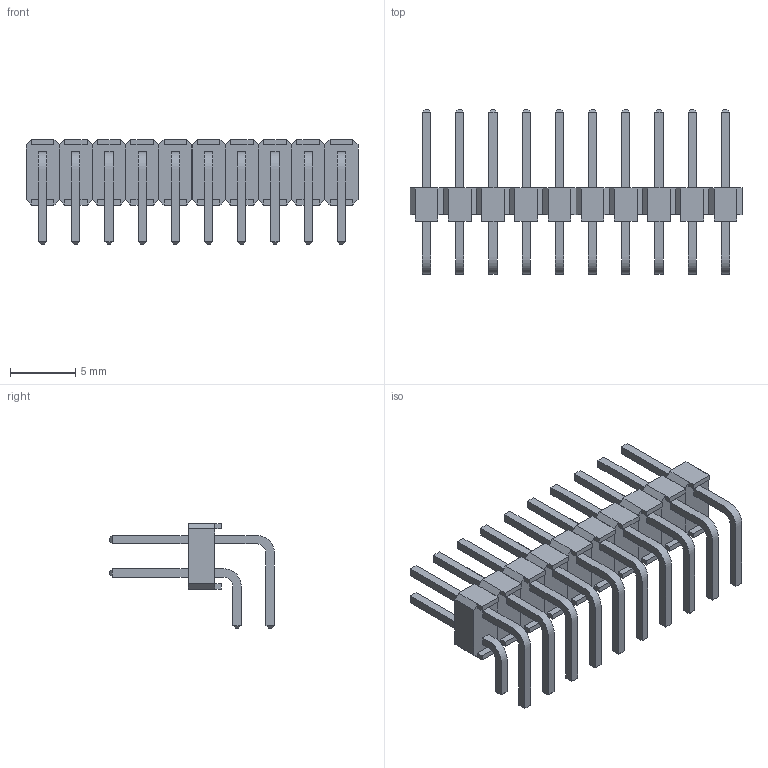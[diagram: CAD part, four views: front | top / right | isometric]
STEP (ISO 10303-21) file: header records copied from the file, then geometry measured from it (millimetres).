
FILE_DESCRIPTION (( 'STEP AP214' ), '1' );
FILE_NAME ('BG085-20-X-0600-300-0120.STEP', '2021-08-02T17:31:10', ( '' ), ( '' ), 'SwSTEP 2.0', 'SolidWorks 2020', '' );
FILE_SCHEMA (( 'AUTOMOTIVE_DESIGN' ));
Length unit declared in the file: millimetre
Products named in the file (1): BG085-20-X-0600-300-0120
Bounding box: 25.4 x 12.6 x 8 mm (x, y, z)
Volume: 372.9 mm3; surface area: 1283.2 mm2
Topology: 10 solids, 10 shells, 540 faces, 1400 edges, 920 vertices
Faces by surface type: plane 460, bspline 80
Entity records: 26699 total; most frequent: CARTESIAN_POINT 7661, ORIENTED_EDGE 2800, DIRECTION 2362, EDGE_CURVE 1400, LINE 1280, VECTOR 1280, VERTEX_POINT 920, EDGE_LOOP 580
